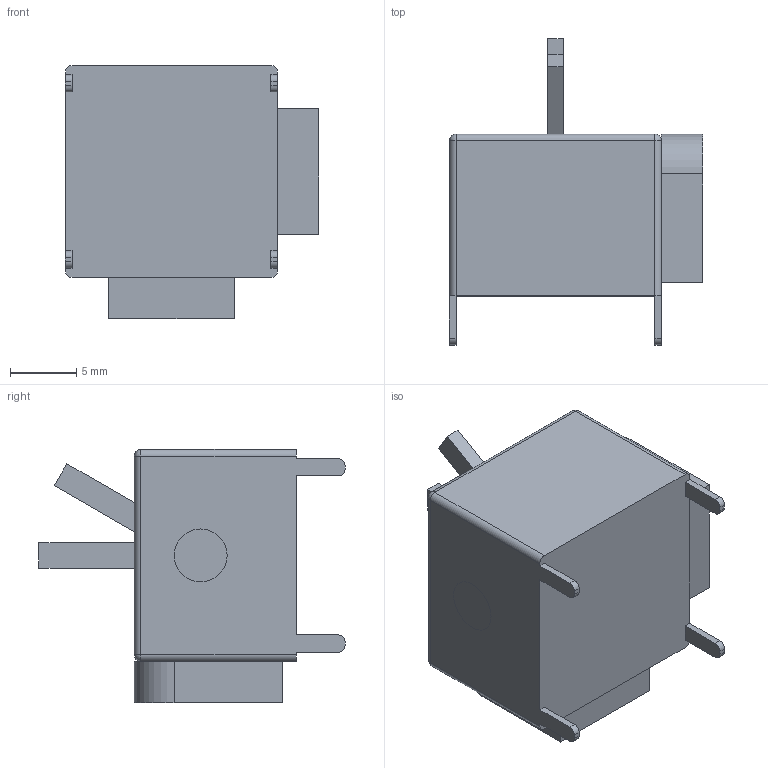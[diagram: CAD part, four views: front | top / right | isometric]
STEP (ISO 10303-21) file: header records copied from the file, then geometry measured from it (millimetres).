
FILE_DESCRIPTION(/* description */ (''),/* implementation_level */ '2;1');
FILE_NAME(/* name */ 'acb838d7-e820-4f3f-aabe-c106130d7bb3.stp',/* time_stamp */ '2019-01-27T21:07:30+00:00',/* author */ (''),/* organization */ (''),/* preprocessor_version */ 'ST-DEVELOPER v17.2',/* originating_system */ 'Autodesk Translation Framework v7.6.0.251',/* authorisation */ '');
FILE_SCHEMA (('AUTOMOTIVE_DESIGN { 1 0 10303 214 3 1 1 }'));
Length unit declared in the file: millimetre
Products named in the file (2): Joystick 10k UDLR; joystick
Assembly tree (1 placements, depth 2):
  Joystick 10k UDLR
    joystick
Bounding box: 19.1 x 23.1 x 19.1 mm (x, y, z)
Volume: 3934 mm3; surface area: 2455.8 mm2
Topology: 6 solids, 6 shells, 78 faces, 183 edges, 118 vertices
Faces by surface type: plane 53, cylinder 21, sphere 4
Full cylindrical faces by diameter (mm): 4 x1
Entity records: 2282 total; most frequent: DIRECTION 387, CARTESIAN_POINT 382, ORIENTED_EDGE 366, EDGE_CURVE 183, LINE 141, VECTOR 141, AXIS2_PLACEMENT_3D 123, VERTEX_POINT 118
